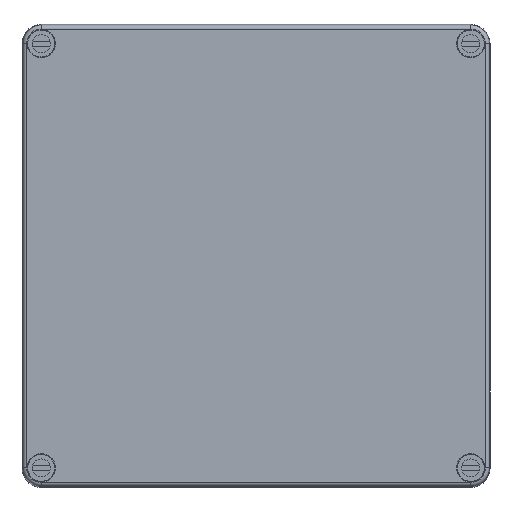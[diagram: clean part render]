
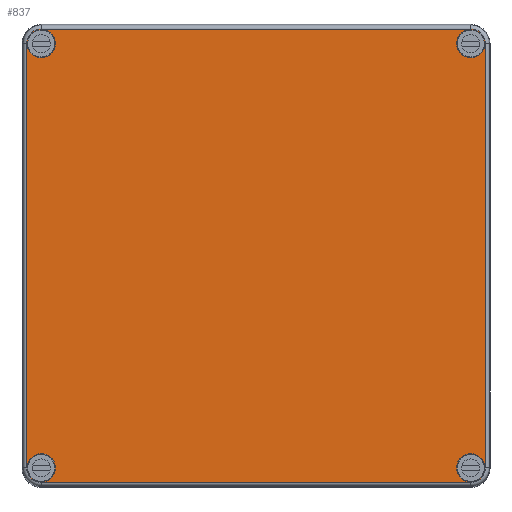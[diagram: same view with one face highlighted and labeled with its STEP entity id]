
A CAD part, top view. The second image highlights one B-rep face of the part: STEP entity #837.
In plain terms, the highlighted planar face has unit normal (0, 0, 1).
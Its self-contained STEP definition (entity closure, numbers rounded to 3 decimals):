
#837 = ADVANCED_FACE( '', ( #2134, #2135, #2136, #2137, #2138 ), #2139, .F. );
#2134 = FACE_BOUND( '', #3986, .T. );
#2135 = FACE_BOUND( '', #3987, .T. );
#2136 = FACE_BOUND( '', #3988, .T. );
#2137 = FACE_BOUND( '', #3989, .T. );
#2138 = FACE_OUTER_BOUND( '', #3990, .T. );
#2139 = PLANE( '', #3991 );
#3986 = EDGE_LOOP( '', ( #6392 ) );
#3987 = EDGE_LOOP( '', ( #6393 ) );
#3988 = EDGE_LOOP( '', ( #6394 ) );
#3989 = EDGE_LOOP( '', ( #6395 ) );
#3990 = EDGE_LOOP( '', ( #6396, #6397, #6398, #6399, #6400, #6401, #6402, #6403 ) );
#3991 = AXIS2_PLACEMENT_3D( '', #6404, #6405, #6406 );
#6392 = ORIENTED_EDGE( '', *, *, #11041, .F. );
#6393 = ORIENTED_EDGE( '', *, *, #11042, .F. );
#6394 = ORIENTED_EDGE( '', *, *, #10821, .F. );
#6395 = ORIENTED_EDGE( '', *, *, #11043, .F. );
#6396 = ORIENTED_EDGE( '', *, *, #11044, .T. );
#6397 = ORIENTED_EDGE( '', *, *, #11045, .F. );
#6398 = ORIENTED_EDGE( '', *, *, #11046, .T. );
#6399 = ORIENTED_EDGE( '', *, *, #11047, .T. );
#6400 = ORIENTED_EDGE( '', *, *, #11048, .F. );
#6401 = ORIENTED_EDGE( '', *, *, #11049, .T. );
#6402 = ORIENTED_EDGE( '', *, *, #11050, .F. );
#6403 = ORIENTED_EDGE( '', *, *, #11051, .F. );
#6404 = CARTESIAN_POINT( '', ( -89.173, 82.5, 39. ) );
#6405 = DIRECTION( '', ( 0., 0., -1. ) );
#6406 = DIRECTION( '', ( -1., 0., 0. ) );
#10821 = EDGE_CURVE( '', #13012, #13012, #13013, .T. );
#11041 = EDGE_CURVE( '', #13402, #13402, #13403, .T. );
#11042 = EDGE_CURVE( '', #13404, #13404, #13405, .T. );
#11043 = EDGE_CURVE( '', #13406, #13406, #13407, .T. );
#11044 = EDGE_CURVE( '', #13408, #13409, #13410, .T. );
#11045 = EDGE_CURVE( '', #13411, #13409, #13412, .T. );
#11046 = EDGE_CURVE( '', #13411, #13413, #13414, .T. );
#11047 = EDGE_CURVE( '', #13413, #13415, #13416, .T. );
#11048 = EDGE_CURVE( '', #13417, #13415, #13418, .T. );
#11049 = EDGE_CURVE( '', #13417, #13419, #13420, .T. );
#11050 = EDGE_CURVE( '', #13421, #13419, #13422, .T. );
#11051 = EDGE_CURVE( '', #13408, #13421, #13423, .T. );
#13012 = VERTEX_POINT( '', #16046 );
#13013 = CIRCLE( '', #16047, 5.5 );
#13402 = VERTEX_POINT( '', #16594 );
#13403 = CIRCLE( '', #16595, 5.5 );
#13404 = VERTEX_POINT( '', #16596 );
#13405 = CIRCLE( '', #16597, 5.5 );
#13406 = VERTEX_POINT( '', #16598 );
#13407 = CIRCLE( '', #16599, 5.5 );
#13408 = VERTEX_POINT( '', #16600 );
#13409 = VERTEX_POINT( '', #16601 );
#13410 = CIRCLE( '', #16602, 5.673 );
#13411 = VERTEX_POINT( '', #16603 );
#13412 = LINE( '', #16604, #16605 );
#13413 = VERTEX_POINT( '', #16606 );
#13414 = CIRCLE( '', #16607, 5.673 );
#13415 = VERTEX_POINT( '', #16608 );
#13416 = LINE( '', #16609, #16610 );
#13417 = VERTEX_POINT( '', #16611 );
#13418 = CIRCLE( '', #16612, 5.673 );
#13419 = VERTEX_POINT( '', #16613 );
#13420 = LINE( '', #16614, #16615 );
#13421 = VERTEX_POINT( '', #16616 );
#13422 = CIRCLE( '', #16617, 5.673 );
#13423 = LINE( '', #16618, #16619 );
#16046 = CARTESIAN_POINT( '', ( -78., 82.5, 39. ) );
#16047 = AXIS2_PLACEMENT_3D( '', #19558, #19559, #19560 );
#16594 = CARTESIAN_POINT( '', ( -78., -82.5, 39. ) );
#16595 = AXIS2_PLACEMENT_3D( '', #19887, #19888, #19889 );
#16596 = CARTESIAN_POINT( '', ( 89., -82.5, 39. ) );
#16597 = AXIS2_PLACEMENT_3D( '', #19890, #19891, #19892 );
#16598 = CARTESIAN_POINT( '', ( 89., 82.5, 39. ) );
#16599 = AXIS2_PLACEMENT_3D( '', #19893, #19894, #19895 );
#16600 = CARTESIAN_POINT( '', ( 83.5, -88.173, 39. ) );
#16601 = CARTESIAN_POINT( '', ( 89.173, -82.5, 39. ) );
#16602 = AXIS2_PLACEMENT_3D( '', #19896, #19897, #19898 );
#16603 = CARTESIAN_POINT( '', ( 89.173, 82.5, 39. ) );
#16604 = CARTESIAN_POINT( '', ( 89.173, 82.5, 39. ) );
#16605 = VECTOR( '', #19899, 1000. );
#16606 = CARTESIAN_POINT( '', ( 83.5, 88.173, 39. ) );
#16607 = AXIS2_PLACEMENT_3D( '', #19900, #19901, #19902 );
#16608 = CARTESIAN_POINT( '', ( -83.5, 88.173, 39. ) );
#16609 = CARTESIAN_POINT( '', ( 83.5, 88.173, 39. ) );
#16610 = VECTOR( '', #19903, 1000. );
#16611 = CARTESIAN_POINT( '', ( -89.173, 82.5, 39. ) );
#16612 = AXIS2_PLACEMENT_3D( '', #19904, #19905, #19906 );
#16613 = CARTESIAN_POINT( '', ( -89.173, -82.5, 39. ) );
#16614 = CARTESIAN_POINT( '', ( -89.173, 82.5, 39. ) );
#16615 = VECTOR( '', #19907, 1000. );
#16616 = CARTESIAN_POINT( '', ( -83.5, -88.173, 39. ) );
#16617 = AXIS2_PLACEMENT_3D( '', #19908, #19909, #19910 );
#16618 = CARTESIAN_POINT( '', ( 83.5, -88.173, 39. ) );
#16619 = VECTOR( '', #19911, 1000. );
#19558 = CARTESIAN_POINT( '', ( -83.5, 82.5, 39. ) );
#19559 = DIRECTION( '', ( 0., 0., 1. ) );
#19560 = DIRECTION( '', ( 1., 0., 0. ) );
#19887 = CARTESIAN_POINT( '', ( -83.5, -82.5, 39. ) );
#19888 = DIRECTION( '', ( 0., 0., 1. ) );
#19889 = DIRECTION( '', ( 1., 0., 0. ) );
#19890 = CARTESIAN_POINT( '', ( 83.5, -82.5, 39. ) );
#19891 = DIRECTION( '', ( 0., 0., 1. ) );
#19892 = DIRECTION( '', ( 1., 0., 0. ) );
#19893 = CARTESIAN_POINT( '', ( 83.5, 82.5, 39. ) );
#19894 = DIRECTION( '', ( 0., 0., 1. ) );
#19895 = DIRECTION( '', ( 1., 0., 0. ) );
#19896 = CARTESIAN_POINT( '', ( 83.5, -82.5, 39. ) );
#19897 = DIRECTION( '', ( 0., 0., 1. ) );
#19898 = DIRECTION( '', ( 1., 0., 0. ) );
#19899 = DIRECTION( '', ( 0., -1., 0. ) );
#19900 = CARTESIAN_POINT( '', ( 83.5, 82.5, 39. ) );
#19901 = DIRECTION( '', ( 0., 0., 1. ) );
#19902 = DIRECTION( '', ( 1., 0., 0. ) );
#19903 = DIRECTION( '', ( -1., 0., 0. ) );
#19904 = CARTESIAN_POINT( '', ( -83.5, 82.5, 39. ) );
#19905 = DIRECTION( '', ( 0., 0., -1. ) );
#19906 = DIRECTION( '', ( -1., 0., 0. ) );
#19907 = DIRECTION( '', ( 0., -1., 0. ) );
#19908 = CARTESIAN_POINT( '', ( -83.5, -82.5, 39. ) );
#19909 = DIRECTION( '', ( 0., 0., -1. ) );
#19910 = DIRECTION( '', ( -1., 0., 0. ) );
#19911 = DIRECTION( '', ( -1., 0., 0. ) );
